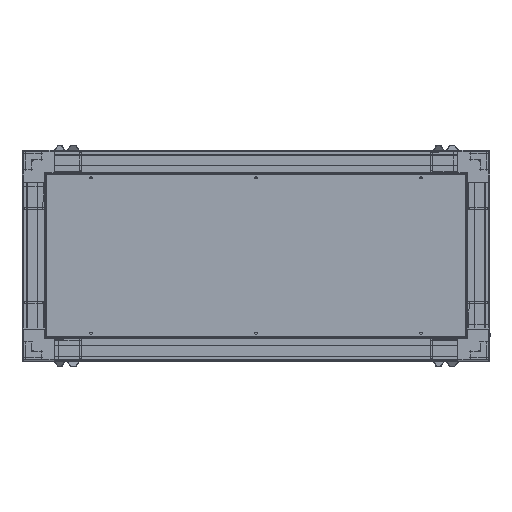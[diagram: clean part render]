
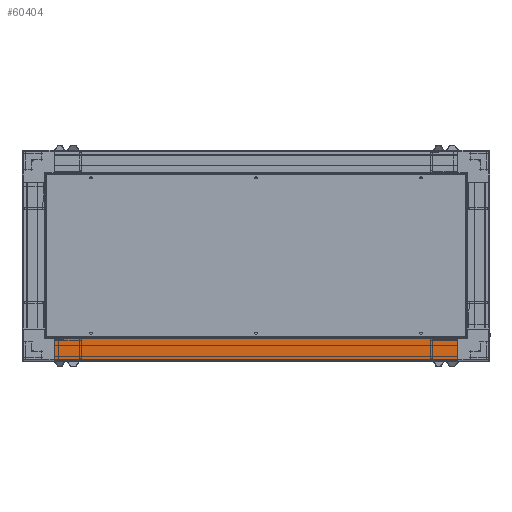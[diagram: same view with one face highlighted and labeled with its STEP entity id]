
A CAD part, top view. The second image highlights one B-rep face of the part: STEP entity #60404.
In plain terms, the highlighted planar face has unit normal (0, 0, 1).
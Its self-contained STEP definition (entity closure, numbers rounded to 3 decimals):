
#5461 = VECTOR ( 'NONE', #93873, 1000. ) ;
#9243 = CARTESIAN_POINT ( 'NONE',  ( -69.872, 448.082, 1313.626 ) ) ;
#10037 = AXIS2_PLACEMENT_3D ( 'NONE', #96104, #36546, #19149 ) ;
#16974 = VERTEX_POINT ( 'NONE', #71078 ) ;
#18592 = FACE_OUTER_BOUND ( 'NONE', #48407, .T. ) ;
#18952 = ORIENTED_EDGE ( 'NONE', *, *, #88816, .F. ) ;
#19149 = DIRECTION ( 'NONE',  ( 0., -1., 0. ) ) ;
#22175 = DIRECTION ( 'NONE',  ( 0., 1., 0. ) ) ;
#28616 = CARTESIAN_POINT ( 'NONE',  ( -69.872, 448.082, 1313.626 ) ) ;
#36546 = DIRECTION ( 'NONE',  ( 0., 0., -1. ) ) ;
#38503 = DIRECTION ( 'NONE',  ( 1., 0., 0. ) ) ;
#38679 = CARTESIAN_POINT ( 'NONE',  ( 810.128, 494.082, 1313.626 ) ) ;
#43486 = DIRECTION ( 'NONE',  ( 1., 0., 0. ) ) ;
#43846 = LINE ( 'NONE', #105048, #5461 ) ;
#48407 = EDGE_LOOP ( 'NONE', ( #79335, #18952, #49341, #58992 ) ) ;
#49341 = ORIENTED_EDGE ( 'NONE', *, *, #79596, .F. ) ;
#55538 = VECTOR ( 'NONE', #38503, 1000. ) ;
#57763 = EDGE_CURVE ( 'NONE', #69232, #16974, #78325, .T. ) ;
#58992 = ORIENTED_EDGE ( 'NONE', *, *, #57763, .T. ) ;
#60404 = ADVANCED_FACE ( 'NONE', ( #18592 ), #94992, .F. ) ;
#62145 = CARTESIAN_POINT ( 'NONE',  ( -69.872, 494.082, 1313.626 ) ) ;
#67073 = CARTESIAN_POINT ( 'NONE',  ( -69.872, 448.082, 1313.626 ) ) ;
#69232 = VERTEX_POINT ( 'NONE', #28616 ) ;
#69979 = VERTEX_POINT ( 'NONE', #84406 ) ;
#70503 = VERTEX_POINT ( 'NONE', #38679 ) ;
#71078 = CARTESIAN_POINT ( 'NONE',  ( 810.128, 448.082, 1313.626 ) ) ;
#71126 = LINE ( 'NONE', #62145, #55538 ) ;
#74425 = LINE ( 'NONE', #67073, #97673 ) ;
#78325 = LINE ( 'NONE', #9243, #81643 ) ;
#79335 = ORIENTED_EDGE ( 'NONE', *, *, #99254, .T. ) ;
#79596 = EDGE_CURVE ( 'NONE', #69232, #69979, #74425, .T. ) ;
#81643 = VECTOR ( 'NONE', #43486, 1000. ) ;
#84406 = CARTESIAN_POINT ( 'NONE',  ( -69.872, 494.082, 1313.626 ) ) ;
#88816 = EDGE_CURVE ( 'NONE', #69979, #70503, #71126, .T. ) ;
#93873 = DIRECTION ( 'NONE',  ( 0., 1., 0. ) ) ;
#94992 = PLANE ( 'NONE',  #10037 ) ;
#96104 = CARTESIAN_POINT ( 'NONE',  ( -69.872, 448.082, 1313.626 ) ) ;
#97673 = VECTOR ( 'NONE', #22175, 1000. ) ;
#99254 = EDGE_CURVE ( 'NONE', #16974, #70503, #43846, .T. ) ;
#105048 = CARTESIAN_POINT ( 'NONE',  ( 810.128, 448.082, 1313.626 ) ) ;
